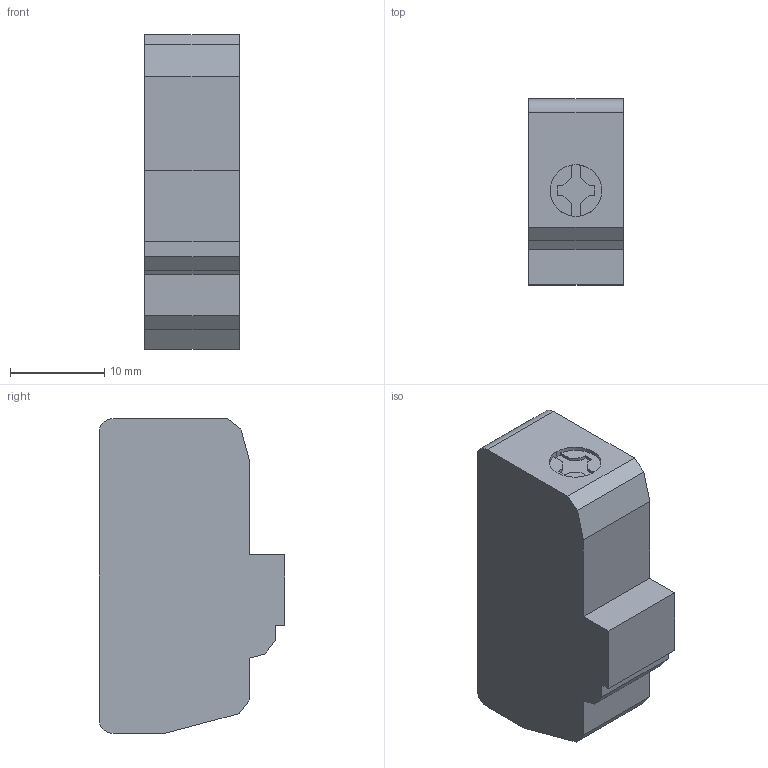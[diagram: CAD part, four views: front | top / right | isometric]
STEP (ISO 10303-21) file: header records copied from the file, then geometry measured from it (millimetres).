
FILE_DESCRIPTION((''),'2;1');
FILE_NAME('3d_11G231.stp','2012-10-03T13:26:45',(''),(''),'Mechanical Desktop 2011','Mechanical Desktop 2011',', , ');
FILE_SCHEMA(('CONFIG_CONTROL_DESIGN'));
Length unit declared in the file: millimetre
Products named in the file (1): Product
Bounding box: 10 x 19.77 x 33.5 mm (x, y, z)
Volume: 5551.9 mm3; surface area: 2125.3 mm2
Topology: 1 solids, 1 shells, 38 faces, 106 edges, 71 vertices
Faces by surface type: plane 34, cylinder 4
Entity records: 1306 total; most frequent: CARTESIAN_POINT 216, ORIENTED_EDGE 212, DIRECTION 197, EDGE_CURVE 106, VECTOR 93, LINE 93, VERTEX_POINT 71, AXIS2_PLACEMENT_3D 52
